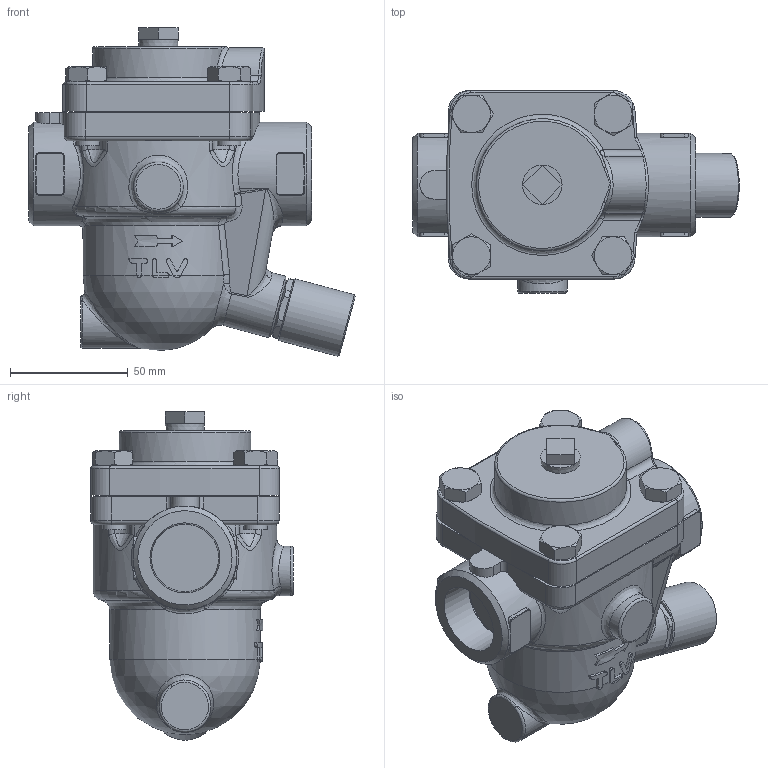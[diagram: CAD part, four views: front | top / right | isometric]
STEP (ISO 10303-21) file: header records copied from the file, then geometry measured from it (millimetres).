
FILE_DESCRIPTION((''),'2;1');
FILE_NAME('ja300-025-screw-00.stp','2009-10-30T17:02:52',('nakaot'),(''),'Autodesk Inventor 2008','Autodesk Inventor 2008','');
FILE_SCHEMA(('AUTOMOTIVE_DESIGN { 1 0 10303 214 1 1 1 1 }'));
Length unit declared in the file: millimetre
Products named in the file (1): ja300-025-screw-00
Bounding box: 138.54 x 86 x 139.39 mm (x, y, z)
Volume: 607098.8 mm3; surface area: 65647.4 mm2
Topology: 1 solids, 1 shells, 440 faces, 1064 edges, 634 vertices
Faces by surface type: cylinder 122, plane 117, bspline 100, cone 59, torus 38, sphere 4
Full cylindrical faces by diameter (mm): 10 x8, 21 x1, 27 x2, 44 x2, 56.5 x1
Entity records: 21872 total; most frequent: CARTESIAN_POINT 12663, ORIENTED_EDGE 1992, DIRECTION 1784, EDGE_CURVE 996, AXIS2_PLACEMENT_3D 758, VERTEX_POINT 615, EDGE_LOOP 503, FACE_OUTER_BOUND 439
